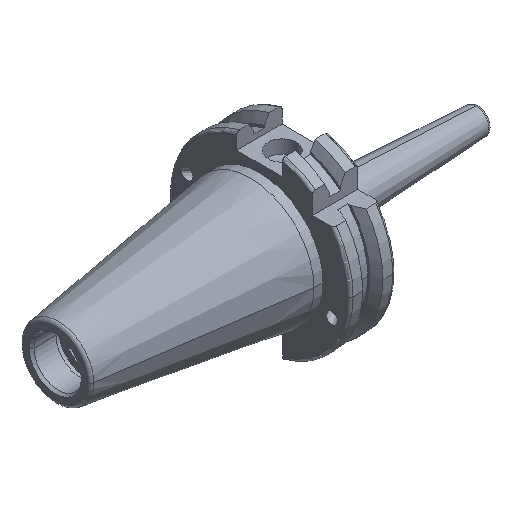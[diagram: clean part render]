
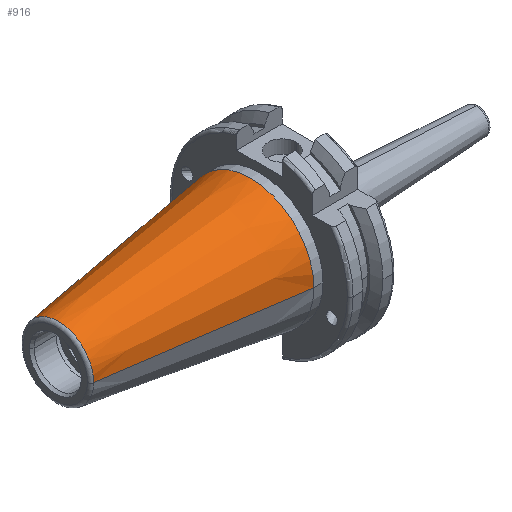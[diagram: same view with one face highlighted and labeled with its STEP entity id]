
A CAD part, isometric view. The second image highlights one B-rep face of the part: STEP entity #916.
In plain terms, the highlighted conical face has half-angle 8.297 degrees and reference radius 22.225 mm.
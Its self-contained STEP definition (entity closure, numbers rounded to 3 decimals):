
#165 = LINE ( 'NONE', #2984, #1157 ) ;
#221 = ORIENTED_EDGE ( 'NONE', *, *, #2576, .T. ) ;
#454 = VERTEX_POINT ( 'NONE', #3565 ) ;
#470 = DIRECTION ( 'NONE',  ( 0.99, 0.144, 0. ) ) ;
#536 = DIRECTION ( 'NONE',  ( -1., 0., 0. ) ) ;
#580 = EDGE_CURVE ( 'NONE', #454, #1847, #3532, .T. ) ;
#601 = VERTEX_POINT ( 'NONE', #5314 ) ;
#916 = ADVANCED_FACE ( 'NONE', ( #2253 ), #4301, .T. ) ;
#997 = ORIENTED_EDGE ( 'NONE', *, *, #3966, .T. ) ;
#1157 = VECTOR ( 'NONE', #470, 1000. ) ;
#1249 = AXIS2_PLACEMENT_3D ( 'NONE', #3046, #536, #3464 ) ;
#1445 = AXIS2_PLACEMENT_3D ( 'NONE', #5133, #5144, #5149 ) ;
#1746 = LINE ( 'NONE', #4507, #4750 ) ;
#1847 = VERTEX_POINT ( 'NONE', #2322 ) ;
#1978 = VERTEX_POINT ( 'NONE', #2440 ) ;
#1982 = DIRECTION ( 'NONE',  ( 0., 1., 0. ) ) ;
#2120 = DIRECTION ( 'NONE',  ( 0.99, -0.144, 0. ) ) ;
#2253 = FACE_OUTER_BOUND ( 'NONE', #3965, .T. ) ;
#2322 = CARTESIAN_POINT ( 'NONE',  ( -67.373, 12.4, 0. ) ) ;
#2440 = CARTESIAN_POINT ( 'NONE',  ( 0., -22.225, 0. ) ) ;
#2481 = CARTESIAN_POINT ( 'NONE',  ( 0., 0., 0. ) ) ;
#2576 = EDGE_CURVE ( 'NONE', #454, #1978, #1746, .T. ) ;
#2984 = CARTESIAN_POINT ( 'NONE',  ( 0., 22.225, 0. ) ) ;
#3046 = CARTESIAN_POINT ( 'NONE',  ( 0., 0., 0. ) ) ;
#3464 = DIRECTION ( 'NONE',  ( 0., -1., 0. ) ) ;
#3532 = CIRCLE ( 'NONE', #1445, 12.4 ) ;
#3565 = CARTESIAN_POINT ( 'NONE',  ( -67.373, -12.4, 0. ) ) ;
#3591 = DIRECTION ( 'NONE',  ( 1., 0., 0. ) ) ;
#3676 = ORIENTED_EDGE ( 'NONE', *, *, #4622, .F. ) ;
#3733 = CIRCLE ( 'NONE', #1249, 22.225 ) ;
#3965 = EDGE_LOOP ( 'NONE', ( #4467, #221, #997, #3676 ) ) ;
#3966 = EDGE_CURVE ( 'NONE', #1978, #601, #3733, .T. ) ;
#4106 = AXIS2_PLACEMENT_3D ( 'NONE', #2481, #3591, #1982 ) ;
#4301 = CONICAL_SURFACE ( 'NONE', #4106, 22.225, 0.145 ) ;
#4467 = ORIENTED_EDGE ( 'NONE', *, *, #580, .F. ) ;
#4507 = CARTESIAN_POINT ( 'NONE',  ( 0., -22.225, 0. ) ) ;
#4622 = EDGE_CURVE ( 'NONE', #1847, #601, #165, .T. ) ;
#4750 = VECTOR ( 'NONE', #2120, 1000. ) ;
#5133 = CARTESIAN_POINT ( 'NONE',  ( -67.373, 0., 0. ) ) ;
#5144 = DIRECTION ( 'NONE',  ( -1., 0., 0. ) ) ;
#5149 = DIRECTION ( 'NONE',  ( 0., -1., 0. ) ) ;
#5314 = CARTESIAN_POINT ( 'NONE',  ( 0., 22.225, 0. ) ) ;
